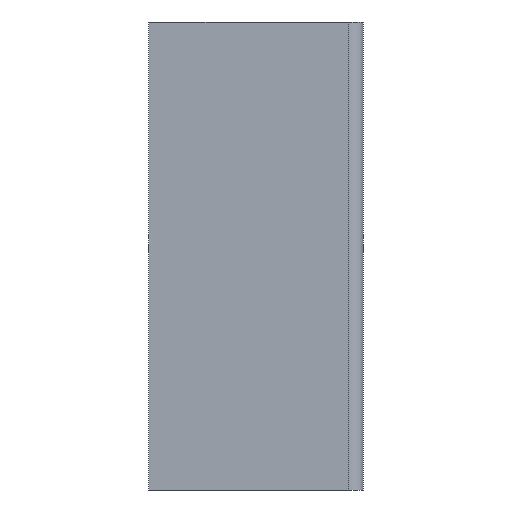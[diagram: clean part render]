
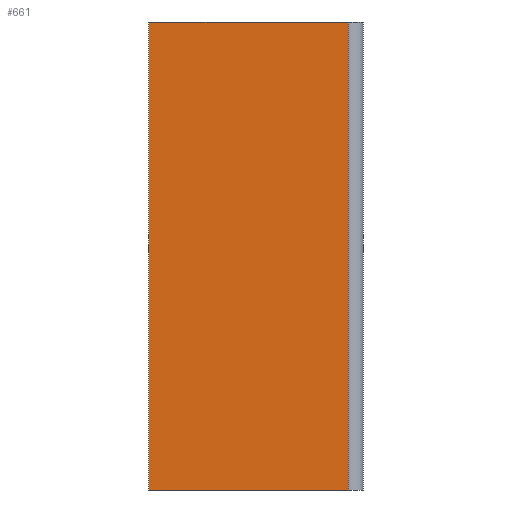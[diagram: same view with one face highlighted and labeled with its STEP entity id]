
A CAD part, left-side view. The second image highlights one B-rep face of the part: STEP entity #661.
In plain terms, the highlighted planar face has unit normal (-1, 0, 0).
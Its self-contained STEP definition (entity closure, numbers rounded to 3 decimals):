
#105 = EDGE_LOOP ( 'NONE', ( #703, #527, #221, #171 ) ) ;
#137 = VERTEX_POINT ( 'NONE', #199 ) ;
#141 = PLANE ( 'NONE',  #847 ) ;
#171 = ORIENTED_EDGE ( 'NONE', *, *, #233, .T. ) ;
#178 = CARTESIAN_POINT ( 'NONE',  ( 0., -6., 14.1 ) ) ;
#179 = CARTESIAN_POINT ( 'NONE',  ( 0., 0., 14.1 ) ) ;
#199 = CARTESIAN_POINT ( 'NONE',  ( 0., -6., 0. ) ) ;
#216 = LINE ( 'NONE', #179, #954 ) ;
#221 = ORIENTED_EDGE ( 'NONE', *, *, #231, .F. ) ;
#229 = VERTEX_POINT ( 'NONE', #331 ) ;
#231 = EDGE_CURVE ( 'NONE', #1004, #955, #338, .T. ) ;
#233 = EDGE_CURVE ( 'NONE', #1004, #229, #216, .T. ) ;
#241 = VECTOR ( 'NONE', #445, 1000. ) ;
#254 = DIRECTION ( 'NONE',  ( 0., 0., -1. ) ) ;
#282 = FACE_OUTER_BOUND ( 'NONE', #105, .T. ) ;
#328 = EDGE_CURVE ( 'NONE', #229, #137, #453, .T. ) ;
#331 = CARTESIAN_POINT ( 'NONE',  ( 0., 0., 0. ) ) ;
#338 = LINE ( 'NONE', #736, #735 ) ;
#396 = VECTOR ( 'NONE', #254, 1000. ) ;
#445 = DIRECTION ( 'NONE',  ( 0., -1., 0. ) ) ;
#453 = LINE ( 'NONE', #614, #241 ) ;
#527 = ORIENTED_EDGE ( 'NONE', *, *, #881, .F. ) ;
#569 = DIRECTION ( 'NONE',  ( 0., 0., -1. ) ) ;
#614 = CARTESIAN_POINT ( 'NONE',  ( 0., 0., 0. ) ) ;
#661 = ADVANCED_FACE ( 'NONE', ( #282 ), #141, .F. ) ;
#694 = CARTESIAN_POINT ( 'NONE',  ( 0., 0., 14.1 ) ) ;
#703 = ORIENTED_EDGE ( 'NONE', *, *, #328, .T. ) ;
#730 = DIRECTION ( 'NONE',  ( 0., -1., 0. ) ) ;
#735 = VECTOR ( 'NONE', #730, 1000. ) ;
#736 = CARTESIAN_POINT ( 'NONE',  ( 0., 0., 14.1 ) ) ;
#814 = CARTESIAN_POINT ( 'NONE',  ( 0., -6., 14.1 ) ) ;
#847 = AXIS2_PLACEMENT_3D ( 'NONE', #694, #938, #852 ) ;
#851 = LINE ( 'NONE', #178, #396 ) ;
#852 = DIRECTION ( 'NONE',  ( 0., 1., 0. ) ) ;
#881 = EDGE_CURVE ( 'NONE', #955, #137, #851, .T. ) ;
#938 = DIRECTION ( 'NONE',  ( 1., 0., 0. ) ) ;
#954 = VECTOR ( 'NONE', #569, 1000. ) ;
#955 = VERTEX_POINT ( 'NONE', #814 ) ;
#992 = CARTESIAN_POINT ( 'NONE',  ( 0., 0., 14.1 ) ) ;
#1004 = VERTEX_POINT ( 'NONE', #992 ) ;
